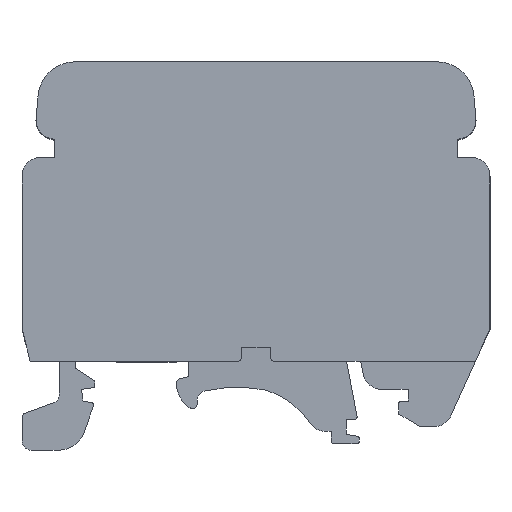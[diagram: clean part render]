
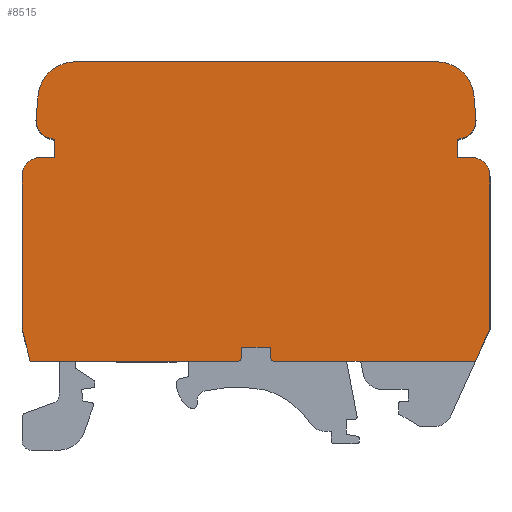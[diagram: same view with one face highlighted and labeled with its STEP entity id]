
A CAD part, front view. The second image highlights one B-rep face of the part: STEP entity #8515.
In plain terms, the highlighted planar face has unit normal (0, -1, 0).
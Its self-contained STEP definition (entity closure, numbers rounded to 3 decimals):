
#151=CIRCLE('',#8817,0.5);
#152=CIRCLE('',#8822,2.);
#153=CIRCLE('',#8827,2.);
#154=CIRCLE('',#8830,4.);
#155=CIRCLE('',#8833,4.);
#156=CIRCLE('',#8836,2.);
#157=CIRCLE('',#8843,2.);
#158=CIRCLE('',#8848,0.5);
#1693=ORIENTED_EDGE('',*,*,#2673,.T.);
#1694=ORIENTED_EDGE('',*,*,#2671,.T.);
#1695=ORIENTED_EDGE('',*,*,#2668,.F.);
#1696=ORIENTED_EDGE('',*,*,#2722,.F.);
#1697=ORIENTED_EDGE('',*,*,#2720,.F.);
#1698=ORIENTED_EDGE('',*,*,#2718,.T.);
#1699=ORIENTED_EDGE('',*,*,#2716,.T.);
#1700=ORIENTED_EDGE('',*,*,#2714,.F.);
#1701=ORIENTED_EDGE('',*,*,#2712,.T.);
#1702=ORIENTED_EDGE('',*,*,#2710,.T.);
#1703=ORIENTED_EDGE('',*,*,#2708,.T.);
#1704=ORIENTED_EDGE('',*,*,#2703,.T.);
#1705=ORIENTED_EDGE('',*,*,#2701,.T.);
#1706=ORIENTED_EDGE('',*,*,#2699,.T.);
#1707=ORIENTED_EDGE('',*,*,#2697,.T.);
#1708=ORIENTED_EDGE('',*,*,#2695,.T.);
#1709=ORIENTED_EDGE('',*,*,#2693,.T.);
#1710=ORIENTED_EDGE('',*,*,#2691,.T.);
#1711=ORIENTED_EDGE('',*,*,#2689,.T.);
#1712=ORIENTED_EDGE('',*,*,#2687,.T.);
#1713=ORIENTED_EDGE('',*,*,#2685,.T.);
#1714=ORIENTED_EDGE('',*,*,#2683,.T.);
#1715=ORIENTED_EDGE('',*,*,#2681,.T.);
#1716=ORIENTED_EDGE('',*,*,#2679,.T.);
#1717=ORIENTED_EDGE('',*,*,#2677,.T.);
#1718=ORIENTED_EDGE('',*,*,#2675,.F.);
#2668=EDGE_CURVE('',#3438,#3439,#4101,.T.);
#2671=EDGE_CURVE('',#3440,#3439,#151,.T.);
#2673=EDGE_CURVE('',#3441,#3440,#4105,.T.);
#2675=EDGE_CURVE('',#3441,#3442,#4107,.T.);
#2677=EDGE_CURVE('',#3443,#3442,#4109,.T.);
#2679=EDGE_CURVE('',#3444,#3443,#152,.T.);
#2681=EDGE_CURVE('',#3445,#3444,#4112,.T.);
#2683=EDGE_CURVE('',#3446,#3445,#4114,.T.);
#2685=EDGE_CURVE('',#3447,#3446,#4116,.T.);
#2687=EDGE_CURVE('',#3448,#3447,#153,.T.);
#2689=EDGE_CURVE('',#3449,#3448,#4119,.T.);
#2691=EDGE_CURVE('',#3450,#3449,#154,.T.);
#2693=EDGE_CURVE('',#3451,#3450,#4122,.T.);
#2695=EDGE_CURVE('',#3452,#3451,#155,.T.);
#2697=EDGE_CURVE('',#3453,#3452,#4125,.T.);
#2699=EDGE_CURVE('',#3454,#3453,#156,.T.);
#2701=EDGE_CURVE('',#3455,#3454,#4128,.T.);
#2703=EDGE_CURVE('',#3456,#3455,#4130,.T.);
#2708=EDGE_CURVE('',#3458,#3456,#4135,.T.);
#2710=EDGE_CURVE('',#3459,#3458,#157,.T.);
#2712=EDGE_CURVE('',#3460,#3459,#4138,.T.);
#2714=EDGE_CURVE('',#3460,#3461,#4140,.T.);
#2716=EDGE_CURVE('',#3462,#3461,#4142,.T.);
#2718=EDGE_CURVE('',#3463,#3462,#158,.T.);
#2720=EDGE_CURVE('',#3463,#3464,#4145,.T.);
#2722=EDGE_CURVE('',#3464,#3438,#4147,.T.);
#3438=VERTEX_POINT('',#11830);
#3439=VERTEX_POINT('',#11831);
#3440=VERTEX_POINT('',#11836);
#3441=VERTEX_POINT('',#11840);
#3442=VERTEX_POINT('',#11844);
#3443=VERTEX_POINT('',#11848);
#3444=VERTEX_POINT('',#11852);
#3445=VERTEX_POINT('',#11856);
#3446=VERTEX_POINT('',#11860);
#3447=VERTEX_POINT('',#11864);
#3448=VERTEX_POINT('',#11868);
#3449=VERTEX_POINT('',#11872);
#3450=VERTEX_POINT('',#11876);
#3451=VERTEX_POINT('',#11880);
#3452=VERTEX_POINT('',#11884);
#3453=VERTEX_POINT('',#11888);
#3454=VERTEX_POINT('',#11892);
#3455=VERTEX_POINT('',#11896);
#3456=VERTEX_POINT('',#11900);
#3458=VERTEX_POINT('',#11910);
#3459=VERTEX_POINT('',#11914);
#3460=VERTEX_POINT('',#11918);
#3461=VERTEX_POINT('',#11922);
#3462=VERTEX_POINT('',#11926);
#3463=VERTEX_POINT('',#11930);
#3464=VERTEX_POINT('',#11934);
#4101=LINE('',#11829,#4803);
#4105=LINE('',#11839,#4807);
#4107=LINE('',#11843,#4809);
#4109=LINE('',#11847,#4811);
#4112=LINE('',#11855,#4814);
#4114=LINE('',#11859,#4816);
#4116=LINE('',#11863,#4818);
#4119=LINE('',#11871,#4821);
#4122=LINE('',#11879,#4824);
#4125=LINE('',#11887,#4827);
#4128=LINE('',#11895,#4830);
#4130=LINE('',#11899,#4832);
#4135=LINE('',#11909,#4837);
#4138=LINE('',#11917,#4840);
#4140=LINE('',#11921,#4842);
#4142=LINE('',#11925,#4844);
#4145=LINE('',#11933,#4847);
#4147=LINE('',#11937,#4849);
#4803=VECTOR('',#9968,1000.);
#4807=VECTOR('',#9978,1000.);
#4809=VECTOR('',#9982,1000.);
#4811=VECTOR('',#9986,1000.);
#4814=VECTOR('',#9995,1000.);
#4816=VECTOR('',#9999,1000.);
#4818=VECTOR('',#10003,1000.);
#4821=VECTOR('',#10012,1000.);
#4824=VECTOR('',#10021,1000.);
#4827=VECTOR('',#10030,1000.);
#4830=VECTOR('',#10039,1000.);
#4832=VECTOR('',#10043,1000.);
#4837=VECTOR('',#10054,1000.);
#4840=VECTOR('',#10063,1000.);
#4842=VECTOR('',#10067,1000.);
#4844=VECTOR('',#10071,1000.);
#4847=VECTOR('',#10080,1000.);
#4849=VECTOR('',#10084,1000.);
#5358=EDGE_LOOP('',(#1693,#1694,#1695,#1696,#1697,#1698,#1699,#1700,#1701,
#1702,#1703,#1704,#1705,#1706,#1707,#1708,#1709,#1710,#1711,#1712,#1713,
#1714,#1715,#1716,#1717,#1718));
#5704=FACE_BOUND('',#5358,.T.);
#5964=PLANE('',#9003);
#8515=ADVANCED_FACE('',(#5704),#5964,.T.);
#8817=AXIS2_PLACEMENT_3D('',#11835,#9973,#9974);
#8822=AXIS2_PLACEMENT_3D('',#11851,#9990,#9991);
#8827=AXIS2_PLACEMENT_3D('',#11867,#10007,#10008);
#8830=AXIS2_PLACEMENT_3D('',#11875,#10016,#10017);
#8833=AXIS2_PLACEMENT_3D('',#11883,#10025,#10026);
#8836=AXIS2_PLACEMENT_3D('',#11891,#10034,#10035);
#8843=AXIS2_PLACEMENT_3D('',#11913,#10058,#10059);
#8848=AXIS2_PLACEMENT_3D('',#11929,#10075,#10076);
#9003=AXIS2_PLACEMENT_3D('',#12487,#10556,#10557);
#9968=DIRECTION('',(0.,0.,-1.));
#9973=DIRECTION('',(0.,-1.,0.));
#9974=DIRECTION('',(1.,0.,0.));
#9978=DIRECTION('',(1.,0.,0.));
#9982=DIRECTION('',(-0.242,0.,0.97));
#9986=DIRECTION('',(0.,0.,-1.));
#9990=DIRECTION('',(0.,-1.,0.));
#9991=DIRECTION('',(1.,0.,0.));
#9995=DIRECTION('',(-1.,0.,0.));
#9999=DIRECTION('',(0.,0.,-1.));
#10003=DIRECTION('',(0.966,0.,-0.259));
#10007=DIRECTION('',(0.,-1.,0.));
#10008=DIRECTION('',(1.,0.,0.));
#10012=DIRECTION('',(-0.087,0.,-0.996));
#10016=DIRECTION('',(0.,-1.,0.));
#10017=DIRECTION('',(-1.,0.,0.));
#10021=DIRECTION('',(-1.,0.,0.));
#10025=DIRECTION('',(0.,-1.,0.));
#10026=DIRECTION('',(-1.,0.,0.));
#10030=DIRECTION('',(-0.087,0.,0.996));
#10034=DIRECTION('',(0.,-1.,0.));
#10035=DIRECTION('',(-1.,0.,0.));
#10039=DIRECTION('',(0.966,0.,0.259));
#10043=DIRECTION('',(0.,0.,1.));
#10054=DIRECTION('',(-1.,0.,0.));
#10058=DIRECTION('',(0.,-1.,0.));
#10059=DIRECTION('',(-1.,0.,0.));
#10063=DIRECTION('',(0.,0.,1.));
#10067=DIRECTION('',(-0.407,0.,-0.914));
#10071=DIRECTION('',(1.,0.,0.));
#10075=DIRECTION('',(0.,-1.,0.));
#10076=DIRECTION('',(1.,0.,0.));
#10080=DIRECTION('',(0.,0.,1.));
#10084=DIRECTION('',(-1.,0.,0.));
#10556=DIRECTION('',(0.,-1.,0.));
#10557=DIRECTION('',(1.,0.,0.));
#11829=CARTESIAN_POINT('',(-1.139,-18.51,-9.026));
#11830=CARTESIAN_POINT('',(-1.139,-18.51,-9.026));
#11831=CARTESIAN_POINT('',(-1.139,-18.51,-10.026));
#11835=CARTESIAN_POINT('',(-1.639,-18.51,-10.026));
#11836=CARTESIAN_POINT('',(-1.639,-18.51,-10.526));
#11839=CARTESIAN_POINT('',(0.361,-18.51,-10.526));
#11840=CARTESIAN_POINT('',(-23.766,-18.51,-10.526));
#11843=CARTESIAN_POINT('',(-25.656,-18.51,-2.947));
#11844=CARTESIAN_POINT('',(-24.639,-18.51,-7.026));
#11847=CARTESIAN_POINT('',(-24.639,-18.51,-10.526));
#11848=CARTESIAN_POINT('',(-24.639,-18.51,9.274));
#11851=CARTESIAN_POINT('',(-22.639,-18.51,9.274));
#11852=CARTESIAN_POINT('',(-22.639,-18.51,11.274));
#11855=CARTESIAN_POINT('',(-21.139,-18.51,11.274));
#11856=CARTESIAN_POINT('',(-21.139,-18.51,11.274));
#11859=CARTESIAN_POINT('',(-21.139,-18.51,11.274));
#11860=CARTESIAN_POINT('',(-21.139,-18.51,13.174));
#11863=CARTESIAN_POINT('',(-21.139,-18.51,13.174));
#11864=CARTESIAN_POINT('',(-21.664,-18.51,13.315));
#11867=CARTESIAN_POINT('',(-21.146,-18.51,15.247));
#11868=CARTESIAN_POINT('',(-23.139,-18.51,15.421));
#11871=CARTESIAN_POINT('',(-23.139,-18.51,15.421));
#11872=CARTESIAN_POINT('',(-22.929,-18.51,17.823));
#11875=CARTESIAN_POINT('',(-18.944,-18.51,17.474));
#11876=CARTESIAN_POINT('',(-18.944,-18.51,21.474));
#11879=CARTESIAN_POINT('',(0.361,-18.51,21.474));
#11880=CARTESIAN_POINT('',(19.666,-18.51,21.474));
#11883=CARTESIAN_POINT('',(19.666,-18.51,17.474));
#11884=CARTESIAN_POINT('',(23.651,-18.51,17.823));
#11887=CARTESIAN_POINT('',(23.861,-18.51,15.421));
#11888=CARTESIAN_POINT('',(23.861,-18.51,15.421));
#11891=CARTESIAN_POINT('',(21.869,-18.51,15.247));
#11892=CARTESIAN_POINT('',(22.386,-18.51,13.315));
#11895=CARTESIAN_POINT('',(21.861,-18.51,13.174));
#11896=CARTESIAN_POINT('',(21.861,-18.51,13.174));
#11899=CARTESIAN_POINT('',(21.861,-18.51,11.274));
#11900=CARTESIAN_POINT('',(21.861,-18.51,11.274));
#11909=CARTESIAN_POINT('',(21.861,-18.51,11.274));
#11910=CARTESIAN_POINT('',(23.361,-18.51,11.274));
#11913=CARTESIAN_POINT('',(23.361,-18.51,9.274));
#11914=CARTESIAN_POINT('',(25.361,-18.51,9.274));
#11917=CARTESIAN_POINT('',(25.361,-18.51,-10.526));
#11918=CARTESIAN_POINT('',(25.361,-18.51,-7.026));
#11921=CARTESIAN_POINT('',(31.087,-18.51,5.834));
#11922=CARTESIAN_POINT('',(23.803,-18.51,-10.526));
#11925=CARTESIAN_POINT('',(0.361,-18.51,-10.526));
#11926=CARTESIAN_POINT('',(2.361,-18.51,-10.526));
#11929=CARTESIAN_POINT('',(2.361,-18.51,-10.026));
#11930=CARTESIAN_POINT('',(1.861,-18.51,-10.026));
#11933=CARTESIAN_POINT('',(1.861,-18.51,-10.526));
#11934=CARTESIAN_POINT('',(1.861,-18.51,-9.026));
#11937=CARTESIAN_POINT('',(1.861,-18.51,-9.026));
#12487=CARTESIAN_POINT('',(23.361,-18.51,9.274));
